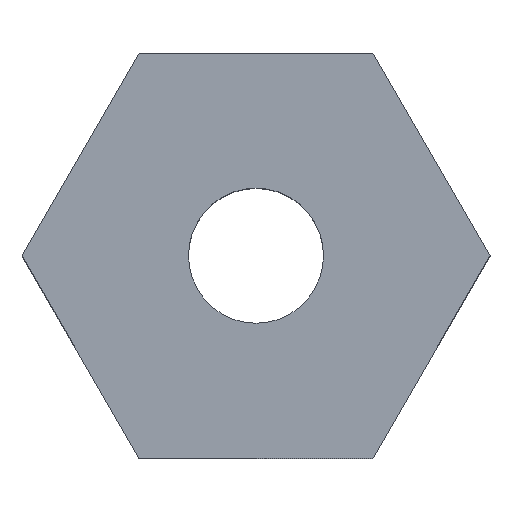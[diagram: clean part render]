
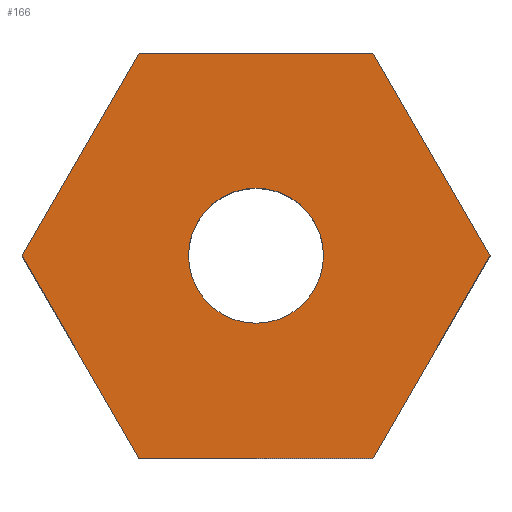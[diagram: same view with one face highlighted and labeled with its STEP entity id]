
A CAD part, top view. The second image highlights one B-rep face of the part: STEP entity #166.
In plain terms, the highlighted planar face has unit normal (0, 0, 1).
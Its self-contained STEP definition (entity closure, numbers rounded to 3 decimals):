
#3 = EDGE_LOOP ( 'NONE', ( #487, #159 ) ) ;
#11 = EDGE_CURVE ( 'NONE', #43, #52, #322, .T. ) ;
#43 = VERTEX_POINT ( 'NONE', #107 ) ;
#50 = PLANE ( 'NONE',  #54 ) ;
#52 = VERTEX_POINT ( 'NONE', #102 ) ;
#54 = AXIS2_PLACEMENT_3D ( 'NONE', #95, #362, #137 ) ;
#58 = CARTESIAN_POINT ( 'NONE',  ( 0., 0., 10. ) ) ;
#70 = VECTOR ( 'NONE', #411, 1000. ) ;
#88 = CARTESIAN_POINT ( 'NONE',  ( 0., 0., 10. ) ) ;
#90 = FACE_OUTER_BOUND ( 'NONE', #435, .T. ) ;
#91 = EDGE_CURVE ( 'NONE', #94, #477, #562, .T. ) ;
#92 = VECTOR ( 'NONE', #573, 1000. ) ;
#94 = VERTEX_POINT ( 'NONE', #540 ) ;
#95 = CARTESIAN_POINT ( 'NONE',  ( 0., 0., 10. ) ) ;
#99 = EDGE_CURVE ( 'NONE', #389, #491, #369, .T. ) ;
#102 = CARTESIAN_POINT ( 'NONE',  ( 2., 0., 10. ) ) ;
#105 = EDGE_CURVE ( 'NONE', #52, #43, #513, .T. ) ;
#107 = CARTESIAN_POINT ( 'NONE',  ( -2., 0., 10. ) ) ;
#109 = VECTOR ( 'NONE', #319, 1000. ) ;
#132 = EDGE_CURVE ( 'NONE', #477, #427, #320, .T. ) ;
#137 = DIRECTION ( 'NONE',  ( 1., 0., 0. ) ) ;
#140 = CARTESIAN_POINT ( 'NONE',  ( 3.464, 6., 10. ) ) ;
#146 = ORIENTED_EDGE ( 'NONE', *, *, #132, .T. ) ;
#155 = DIRECTION ( 'NONE',  ( 0.5, -0.866, 0. ) ) ;
#159 = ORIENTED_EDGE ( 'NONE', *, *, #11, .F. ) ;
#166 = ADVANCED_FACE ( 'NONE', ( #584, #90 ), #50, .T. ) ;
#168 = CARTESIAN_POINT ( 'NONE',  ( 3.464, 6., 10. ) ) ;
#184 = DIRECTION ( 'NONE',  ( 0., 0., 1. ) ) ;
#222 = AXIS2_PLACEMENT_3D ( 'NONE', #58, #184, #549 ) ;
#246 = CARTESIAN_POINT ( 'NONE',  ( -6.928, 0., 10. ) ) ;
#263 = CARTESIAN_POINT ( 'NONE',  ( -3.464, 6., 10. ) ) ;
#264 = VERTEX_POINT ( 'NONE', #246 ) ;
#269 = CARTESIAN_POINT ( 'NONE',  ( -3.464, -6., 10. ) ) ;
#271 = DIRECTION ( 'NONE',  ( 1., 0., 0. ) ) ;
#275 = VECTOR ( 'NONE', #468, 1000. ) ;
#281 = VECTOR ( 'NONE', #155, 1000. ) ;
#282 = CARTESIAN_POINT ( 'NONE',  ( 6.928, 0., 10. ) ) ;
#319 = DIRECTION ( 'NONE',  ( 0.5, 0.866, 0. ) ) ;
#320 = LINE ( 'NONE', #409, #109 ) ;
#321 = EDGE_CURVE ( 'NONE', #264, #94, #515, .T. ) ;
#322 = CIRCLE ( 'NONE', #543, 2. ) ;
#327 = LINE ( 'NONE', #282, #275 ) ;
#347 = CARTESIAN_POINT ( 'NONE',  ( 3.464, -6., 10. ) ) ;
#354 = ORIENTED_EDGE ( 'NONE', *, *, #463, .T. ) ;
#357 = DIRECTION ( 'NONE',  ( 1., 0., 0. ) ) ;
#361 = ORIENTED_EDGE ( 'NONE', *, *, #91, .T. ) ;
#362 = DIRECTION ( 'NONE',  ( 0., 0., 1. ) ) ;
#369 = LINE ( 'NONE', #140, #70 ) ;
#385 = CARTESIAN_POINT ( 'NONE',  ( 6.928, 0., 10. ) ) ;
#389 = VERTEX_POINT ( 'NONE', #168 ) ;
#392 = LINE ( 'NONE', #263, #92 ) ;
#409 = CARTESIAN_POINT ( 'NONE',  ( 3.464, -6., 10. ) ) ;
#411 = DIRECTION ( 'NONE',  ( -1., 0., 0. ) ) ;
#422 = VECTOR ( 'NONE', #357, 1000. ) ;
#426 = CARTESIAN_POINT ( 'NONE',  ( -6.928, 0., 10. ) ) ;
#427 = VERTEX_POINT ( 'NONE', #385 ) ;
#435 = EDGE_LOOP ( 'NONE', ( #146, #447, #539, #354, #577, #361 ) ) ;
#441 = CARTESIAN_POINT ( 'NONE',  ( -3.464, 6., 10. ) ) ;
#447 = ORIENTED_EDGE ( 'NONE', *, *, #537, .T. ) ;
#463 = EDGE_CURVE ( 'NONE', #491, #264, #392, .T. ) ;
#468 = DIRECTION ( 'NONE',  ( -0.5, 0.866, 0. ) ) ;
#477 = VERTEX_POINT ( 'NONE', #347 ) ;
#487 = ORIENTED_EDGE ( 'NONE', *, *, #105, .F. ) ;
#491 = VERTEX_POINT ( 'NONE', #441 ) ;
#513 = CIRCLE ( 'NONE', #222, 2. ) ;
#515 = LINE ( 'NONE', #426, #281 ) ;
#537 = EDGE_CURVE ( 'NONE', #427, #389, #327, .T. ) ;
#539 = ORIENTED_EDGE ( 'NONE', *, *, #99, .T. ) ;
#540 = CARTESIAN_POINT ( 'NONE',  ( -3.464, -6., 10. ) ) ;
#543 = AXIS2_PLACEMENT_3D ( 'NONE', #88, #548, #271 ) ;
#548 = DIRECTION ( 'NONE',  ( 0., 0., 1. ) ) ;
#549 = DIRECTION ( 'NONE',  ( 1., 0., 0. ) ) ;
#562 = LINE ( 'NONE', #269, #422 ) ;
#573 = DIRECTION ( 'NONE',  ( -0.5, -0.866, 0. ) ) ;
#577 = ORIENTED_EDGE ( 'NONE', *, *, #321, .T. ) ;
#584 = FACE_BOUND ( 'NONE', #3, .T. ) ;
